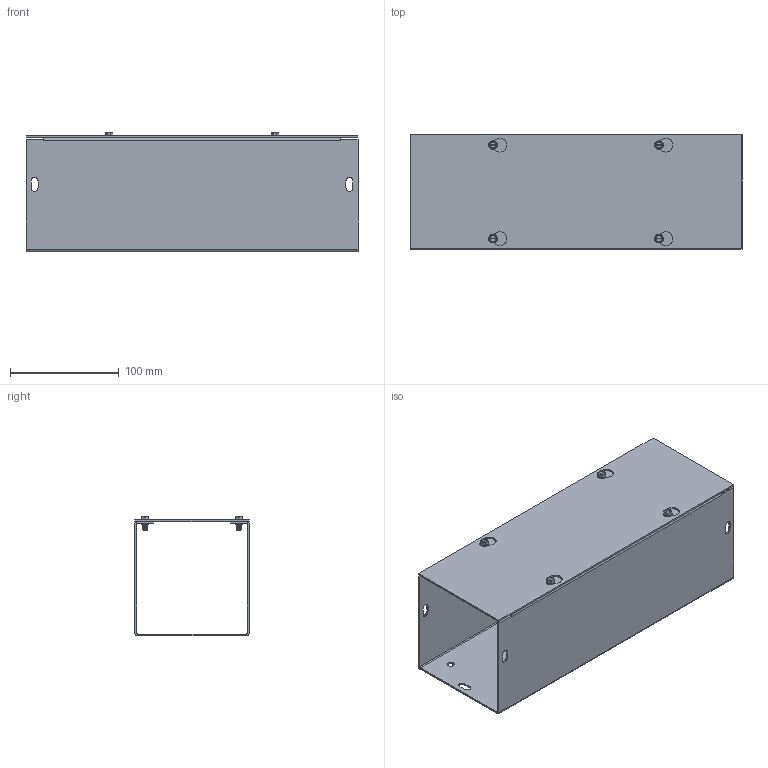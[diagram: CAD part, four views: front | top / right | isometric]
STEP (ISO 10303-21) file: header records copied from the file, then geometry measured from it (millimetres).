
FILE_DESCRIPTION(/* description */ ('WW, S, NK, BLR, CS, 4X4X12'),/* implementation_level */ '2;1');
FILE_NAME(/* name */ 'S4412NK.stp',/* time_stamp */ '2017-06-28T12:48:47+05:00',/* author */ ('vdas'),/* organization */ (''),/* preprocessor_version */ 'ST-DEVELOPER v16.1',/* originating_system */ 'Autodesk Inventor 2016',/* authorisation */ '');
FILE_SCHEMA (('AUTOMOTIVE_DESIGN { 1 0 10303 214 3 1 1 }'));
Length unit declared in the file: inch
Products named in the file (4): S4412NKBLR; S4412NKLID; 372141; S4412NK
Assembly tree (6 placements, depth 2):
  S4412NK
    S4412NKBLR
    S4412NKLID
    372141  x4
Bounding box: 304.8 x 104.78 x 109.79 mm (x, y, z)
Volume: 212735.6 mm3; surface area: 272533 mm2
Topology: 6 solids, 6 shells, 428 faces, 1028 edges, 616 vertices
Faces by surface type: plane 172, cone 108, cylinder 84, torus 56, bspline 8
Full cylindrical faces by diameter (mm): 4.089 x4, 4.595 x32, 6.35 x4, 7.938 x4
Entity records: 6125 total; most frequent: CARTESIAN_POINT 1315, DIRECTION 970, ORIENTED_EDGE 888, EDGE_CURVE 444, AXIS2_PLACEMENT_3D 361, VERTEX_POINT 302, EDGE_LOOP 286, LINE 248
